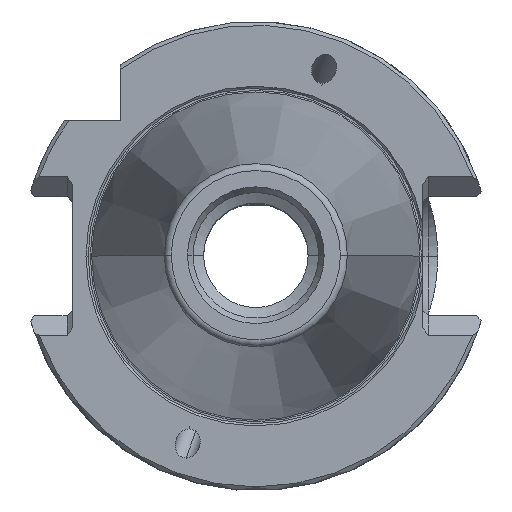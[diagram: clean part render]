
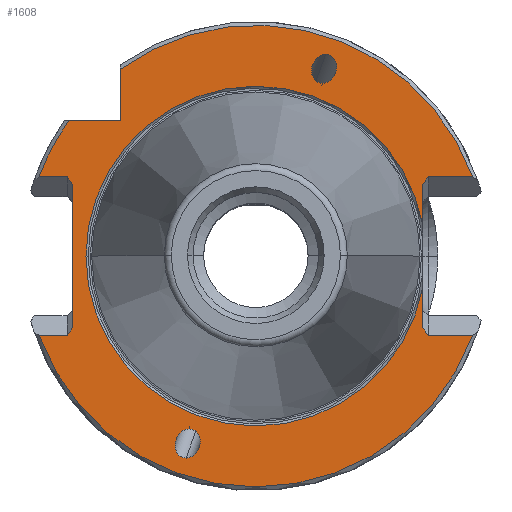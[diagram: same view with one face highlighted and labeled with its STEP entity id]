
A CAD part, top view. The second image highlights one B-rep face of the part: STEP entity #1608.
In plain terms, the highlighted planar face has unit normal (0, 0, 1).
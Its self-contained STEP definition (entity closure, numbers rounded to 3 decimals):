
#1092=VERTEX_POINT('NONE',#3081);
#1200=VERTEX_POINT('NONE',#3208);
#1206=VERTEX_POINT('NONE',#3215);
#1266=VERTEX_POINT('NONE',#3283);
#1342=VERTEX_POINT('NONE',#3366);
#1382=EDGE_CURVE('NONE',#2750,#2290,#3411,.F.);
#1438=EDGE_CURVE('NONE',#2472,#2734,#3473,.F.);
#1524=EDGE_CURVE('NONE',#2268,#1710,#3569,.F.);
#1532=EDGE_CURVE('NONE',#2770,#1832,#3577,.F.);
#1540=EDGE_CURVE('NONE',#2734,#2472,#3585,.T.);
#1542=EDGE_CURVE('NONE',#1200,#1266,#3587,.T.);
#1544=EDGE_CURVE('NONE',#2874,#2750,#3589,.T.);
#1554=EDGE_CURVE('NONE',#1630,#2120,#3600,.F.);
#1608=ADVANCED_FACE('NONE',(#3657,#3658,#3659),#3660,.F.);
#1630=VERTEX_POINT('NONE',#3684);
#1710=VERTEX_POINT('NONE',#3770);
#1768=EDGE_CURVE('NONE',#2268,#1092,#3832,.T.);
#1774=EDGE_CURVE('NONE',#2968,#1206,#3838,.T.);
#1804=EDGE_CURVE('NONE',#2120,#2968,#3873,.T.);
#1832=VERTEX_POINT('NONE',#3905);
#1858=EDGE_CURVE('NONE',#2460,#1630,#3935,.T.);
#2092=VERTEX_POINT('NONE',#4198);
#2120=VERTEX_POINT('NONE',#4229);
#2146=EDGE_CURVE('NONE',#2266,#2220,#4255,.F.);
#2196=EDGE_CURVE('NONE',#2092,#1092,#4311,.F.);
#2220=VERTEX_POINT('NONE',#4337);
#2262=EDGE_CURVE('NONE',#2092,#1832,#4382,.F.);
#2266=VERTEX_POINT('NONE',#4387);
#2268=VERTEX_POINT('NONE',#4389);
#2290=VERTEX_POINT('NONE',#4413);
#2392=EDGE_CURVE('NONE',#2748,#2290,#4528,.T.);
#2460=VERTEX_POINT('NONE',#4604);
#2472=VERTEX_POINT('NONE',#4617);
#2540=EDGE_CURVE('NONE',#1266,#1200,#4698,.F.);
#2572=EDGE_CURVE('NONE',#1206,#2874,#4730,.F.);
#2592=EDGE_CURVE('NONE',#1342,#2460,#4750,.F.);
#2720=EDGE_CURVE('NONE',#2266,#2748,#4889,.T.);
#2734=VERTEX_POINT('NONE',#4908);
#2748=VERTEX_POINT('NONE',#4923);
#2750=VERTEX_POINT('NONE',#4925);
#2770=VERTEX_POINT('NONE',#4945);
#2874=VERTEX_POINT('NONE',#5058);
#2908=EDGE_CURVE('NONE',#1710,#1342,#5095,.T.);
#2968=VERTEX_POINT('NONE',#5158);
#2970=EDGE_CURVE('NONE',#2770,#2220,#5160,.T.);
#3081=CARTESIAN_POINT('',(-25.55,-10.75,-1.));
#3208=CARTESIAN_POINT('',(-9.452,-27.347,-1.));
#3215=CARTESIAN_POINT('',(22.6,9.689,-1.));
#3283=CARTESIAN_POINT('',(-9.017,-23.397,-1.));
#3366=CARTESIAN_POINT('',(23.35,-10.75,-1.));
#3411=CIRCLE('',#5937,31.25);
#3473=ELLIPSE('',#6069,2.014,1.65);
#3569=CIRCLE('',#6223,31.25);
#3577=LINE('',#6234,#6235);
#3585=ELLIPSE('',#6263,2.014,1.65);
#3587=ELLIPSE('',#6266,2.014,1.65);
#3589=LINE('',#6269,#6270);
#3600=CIRCLE('',#6290,23.0);
#3657=FACE_OUTER_BOUND('',#6373,.T.);
#3658=FACE_BOUND('',#6374,.T.);
#3659=FACE_BOUND('',#6375,.T.);
#3660=PLANE('',#6376);
#3684=CARTESIAN_POINT('',(22.6,-4.271,-1.));
#3770=CARTESIAN_POINT('',(29.343,-10.75,-1.));
#3832=LINE('',#6739,#6740);
#3838=LINE('',#6791,#6792);
#3873=CIRCLE('',#6849,23.0);
#3905=CARTESIAN_POINT('',(-24.8,9.689,-1.));
#3935=LINE('',#6957,#6958);
#4198=CARTESIAN_POINT('',(-24.8,-9.689,-1.));
#4229=CARTESIAN_POINT('',(-23.0,0.,-1.));
#4255=CIRCLE('',#7493,31.25);
#4311=LINE('',#7580,#7581);
#4337=CARTESIAN_POINT('',(-29.343,10.75,-1.));
#4382=LINE('',#7705,#7706);
#4387=CARTESIAN_POINT('',(-25.295,18.35,-1.));
#4389=CARTESIAN_POINT('',(-29.343,-10.75,-1.));
#4413=CARTESIAN_POINT('',(-18.35,25.295,-1.));
#4528=LINE('',#7908,#7909);
#4604=CARTESIAN_POINT('',(22.6,-9.689,-1.));
#4617=CARTESIAN_POINT('',(9.017,23.397,-1.0));
#4698=ELLIPSE('',#8160,2.014,1.65);
#4730=LINE('',#8244,#8245);
#4750=LINE('',#8269,#8270);
#4889=LINE('',#8605,#8606);
#4908=CARTESIAN_POINT('',(9.452,27.347,-1.0));
#4923=CARTESIAN_POINT('',(-18.35,18.35,-1.));
#4925=CARTESIAN_POINT('',(29.343,10.75,-1.));
#4945=CARTESIAN_POINT('',(-25.55,10.75,-1.));
#5058=CARTESIAN_POINT('',(23.35,10.75,-1.));
#5095=LINE('',#8938,#8939);
#5158=CARTESIAN_POINT('',(22.6,4.271,-1.));
#5160=LINE('',#9025,#9026);
#5937=AXIS2_PLACEMENT_3D('',#9598,#9599,#9600);
#6069=AXIS2_PLACEMENT_3D('',#9656,#9657,#9658);
#6223=AXIS2_PLACEMENT_3D('',#9790,#9791,#9792);
#6234=CARTESIAN_POINT('',(-9.77,-11.566,-1.));
#6235=VECTOR('',#9794,1.0);
#6263=AXIS2_PLACEMENT_3D('',#9798,#9799,#9800);
#6266=AXIS2_PLACEMENT_3D('',#9801,#9802,#9803);
#6269=CARTESIAN_POINT('',(62.4,10.75,-1.));
#6270=VECTOR('',#9804,1.0);
#6290=AXIS2_PLACEMENT_3D('',#9818,#9819,#9820);
#6373=EDGE_LOOP('',(#9873,#9874,#9875,#9876,#9877,#9878,#9879,#9880,#9881,#9882,#9883,#9884,#9885,#9886,#9887,#9888,#9889,#9890));
#6374=EDGE_LOOP('',(#9891,#9892));
#6375=EDGE_LOOP('',(#9893,#9894));
#6376=AXIS2_PLACEMENT_3D('',#9895,#9896,#9897);
#6739=CARTESIAN_POINT('',(-30.6,-10.75,-1.));
#6740=VECTOR('',#10065,1.0);
#6791=CARTESIAN_POINT('',(22.6,-11.185,-1.));
#6792=VECTOR('',#10069,1.0);
#6849=AXIS2_PLACEMENT_3D('',#10126,#10127,#10128);
#6957=CARTESIAN_POINT('',(22.6,-11.185,-1.));
#6958=VECTOR('',#10205,1.0);
#7493=AXIS2_PLACEMENT_3D('',#10597,#10598,#10599);
#7580=CARTESIAN_POINT('',(-20.316,-3.348,-1.));
#7581=VECTOR('',#10667,1.0);
#7705=CARTESIAN_POINT('',(-24.8,-11.185,-1.));
#7706=VECTOR('',#10739,1.0);
#7908=CARTESIAN_POINT('',(-18.35,-2.01,-1.));
#7909=VECTOR('',#10922,1.0);
#8160=AXIS2_PLACEMENT_3D('',#11133,#11134,#11135);
#8244=CARTESIAN_POINT('',(11.015,-6.694,-1.0));
#8245=VECTOR('',#11154,1.0);
#8269=CARTESIAN_POINT('',(21.561,-8.22,-1.));
#8270=VECTOR('',#11159,1.0);
#8605=CARTESIAN_POINT('',(-19.175,18.35,-1.));
#8606=VECTOR('',#11285,1.0);
#8938=CARTESIAN_POINT('',(62.4,-10.75,-1.));
#8939=VECTOR('',#11510,1.0);
#9025=CARTESIAN_POINT('',(-30.6,10.75,-1.));
#9026=VECTOR('',#11576,1.0);
#9598=CARTESIAN_POINT('',(0.,0.,-1.0));
#9599=DIRECTION('',(0.,0.,-1.0));
#9600=DIRECTION('',(1.0,0.,0.));
#9656=CARTESIAN_POINT('',(9.235,25.372,-1.0));
#9657=DIRECTION('',(0.,0.,1.0));
#9658=DIRECTION('',(-0.342,-0.94,0.));
#9790=CARTESIAN_POINT('',(0.,0.,-1.0));
#9791=DIRECTION('',(0.,0.,-1.0));
#9792=DIRECTION('',(1.0,0.,0.));
#9794=DIRECTION('',(-0.577,0.816,0.));
#9798=CARTESIAN_POINT('',(9.235,25.372,-1.0));
#9799=DIRECTION('',(0.,0.,-1.0));
#9800=DIRECTION('',(-0.342,-0.94,0.));
#9801=CARTESIAN_POINT('',(-9.235,-25.372,-1.));
#9802=DIRECTION('',(0.,0.,-1.0));
#9803=DIRECTION('',(0.342,0.94,0.));
#9804=DIRECTION('',(1.0,0.,0.));
#9818=CARTESIAN_POINT('',(0.,0.,-1.0));
#9819=DIRECTION('',(0.,0.,1.0));
#9820=DIRECTION('',(-1.0,0.,0.));
#9873=ORIENTED_EDGE('',*,*,#1544,.T.);
#9874=ORIENTED_EDGE('',*,*,#1382,.T.);
#9875=ORIENTED_EDGE('',*,*,#2392,.F.);
#9876=ORIENTED_EDGE('',*,*,#2720,.F.);
#9877=ORIENTED_EDGE('',*,*,#2146,.T.);
#9878=ORIENTED_EDGE('',*,*,#2970,.F.);
#9879=ORIENTED_EDGE('',*,*,#1532,.T.);
#9880=ORIENTED_EDGE('',*,*,#2262,.F.);
#9881=ORIENTED_EDGE('',*,*,#2196,.T.);
#9882=ORIENTED_EDGE('',*,*,#1768,.F.);
#9883=ORIENTED_EDGE('',*,*,#1524,.T.);
#9884=ORIENTED_EDGE('',*,*,#2908,.T.);
#9885=ORIENTED_EDGE('',*,*,#2592,.T.);
#9886=ORIENTED_EDGE('',*,*,#1858,.T.);
#9887=ORIENTED_EDGE('',*,*,#1554,.T.);
#9888=ORIENTED_EDGE('',*,*,#1804,.T.);
#9889=ORIENTED_EDGE('',*,*,#1774,.T.);
#9890=ORIENTED_EDGE('',*,*,#2572,.T.);
#9891=ORIENTED_EDGE('',*,*,#1438,.T.);
#9892=ORIENTED_EDGE('',*,*,#1540,.T.);
#9893=ORIENTED_EDGE('',*,*,#2540,.T.);
#9894=ORIENTED_EDGE('',*,*,#1542,.T.);
#9895=CARTESIAN_POINT('',(0.,-22.371,-1.0));
#9896=DIRECTION('',(0.,0.,-1.0));
#9897=DIRECTION('',(0.,-1.0,0.));
#10065=DIRECTION('',(1.0,0.,0.));
#10069=DIRECTION('',(0.,1.0,0.));
#10126=CARTESIAN_POINT('',(0.,0.,-1.0));
#10127=DIRECTION('',(0.,0.,-1.0));
#10128=DIRECTION('',(-1.0,0.,0.));
#10205=DIRECTION('',(0.,1.0,0.));
#10597=CARTESIAN_POINT('',(0.,0.,-1.0));
#10598=DIRECTION('',(0.,0.,-1.0));
#10599=DIRECTION('',(1.0,0.,0.));
#10667=DIRECTION('',(0.577,0.816,0.));
#10739=DIRECTION('',(0.,-1.0,0.));
#10922=DIRECTION('',(0.,1.0,0.));
#11133=CARTESIAN_POINT('',(-9.235,-25.372,-1.));
#11134=DIRECTION('',(0.,0.,1.0));
#11135=DIRECTION('',(0.342,0.94,0.));
#11154=DIRECTION('',(-0.577,-0.816,0.));
#11159=DIRECTION('',(0.577,-0.816,0.));
#11285=DIRECTION('',(1.0,0.,0.));
#11510=DIRECTION('',(-1.0,0.,0.));
#11576=DIRECTION('',(-1.0,0.,0.));
